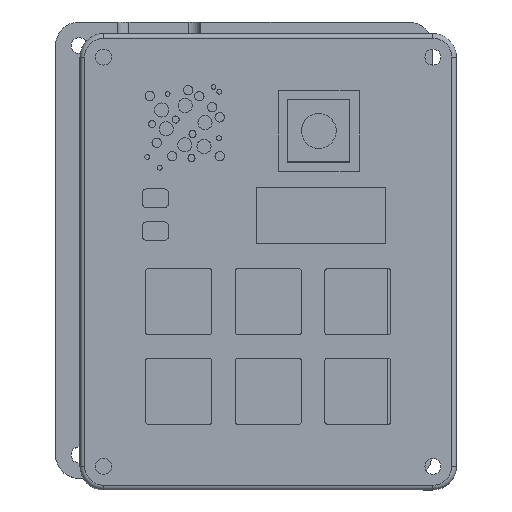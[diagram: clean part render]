
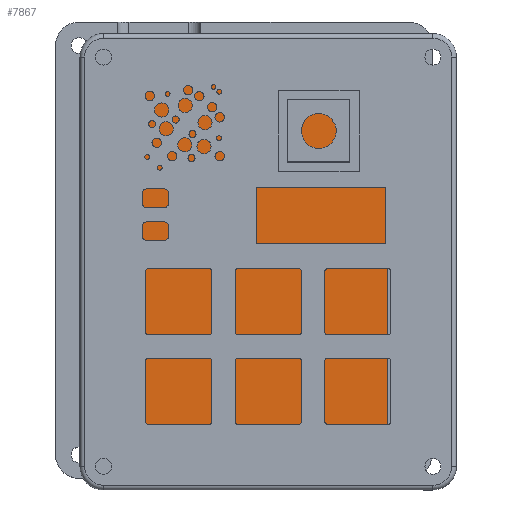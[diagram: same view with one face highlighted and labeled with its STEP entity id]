
A CAD part, top view. The second image highlights one B-rep face of the part: STEP entity #7867.
In plain terms, the highlighted planar face has unit normal (0, 0, 1).
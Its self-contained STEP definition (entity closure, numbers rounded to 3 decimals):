
#1048=FACE_OUTER_BOUND('',#1488,.T.);
#1488=EDGE_LOOP('',(#6541,#6542,#6543,#6544));
#2189=LINE('',#13856,#2912);
#2192=LINE('',#13862,#2915);
#2193=LINE('',#13864,#2916);
#2194=LINE('',#13865,#2917);
#2912=VECTOR('',#9263,10.);
#2915=VECTOR('',#9268,10.);
#2916=VECTOR('',#9269,10.);
#2917=VECTOR('',#9270,10.);
#3671=VERTEX_POINT('',#13853);
#3672=VERTEX_POINT('',#13855);
#3674=VERTEX_POINT('',#13861);
#3675=VERTEX_POINT('',#13863);
#4677=EDGE_CURVE('',#3671,#3672,#2189,.T.);
#4680=EDGE_CURVE('',#3674,#3671,#2192,.T.);
#4681=EDGE_CURVE('',#3675,#3674,#2193,.T.);
#4682=EDGE_CURVE('',#3672,#3675,#2194,.T.);
#6541=ORIENTED_EDGE('',*,*,#4680,.F.);
#6542=ORIENTED_EDGE('',*,*,#4681,.F.);
#6543=ORIENTED_EDGE('',*,*,#4682,.F.);
#6544=ORIENTED_EDGE('',*,*,#4677,.F.);
#7530=PLANE('',#8200);
#7867=ADVANCED_FACE('',(#1048),#7530,.T.);
#8200=AXIS2_PLACEMENT_3D('',#13860,#9266,#9267);
#9263=DIRECTION('',(1.,0.,0.));
#9266=DIRECTION('center_axis',(0.,0.,1.));
#9267=DIRECTION('ref_axis',(1.,0.,0.));
#9268=DIRECTION('',(0.,1.,0.));
#9269=DIRECTION('',(-1.,0.,0.));
#9270=DIRECTION('',(0.,-1.,0.));
#13853=CARTESIAN_POINT('',(0.,78.,3.));
#13855=CARTESIAN_POINT('',(61.,78.,3.));
#13856=CARTESIAN_POINT('',(15.25,78.,3.));
#13860=CARTESIAN_POINT('Origin',(30.5,39.,3.));
#13861=CARTESIAN_POINT('',(0.,0.,3.));
#13862=CARTESIAN_POINT('',(0.,19.5,3.));
#13863=CARTESIAN_POINT('',(61.,0.,3.));
#13864=CARTESIAN_POINT('',(45.75,0.,3.));
#13865=CARTESIAN_POINT('',(61.,58.5,3.));
